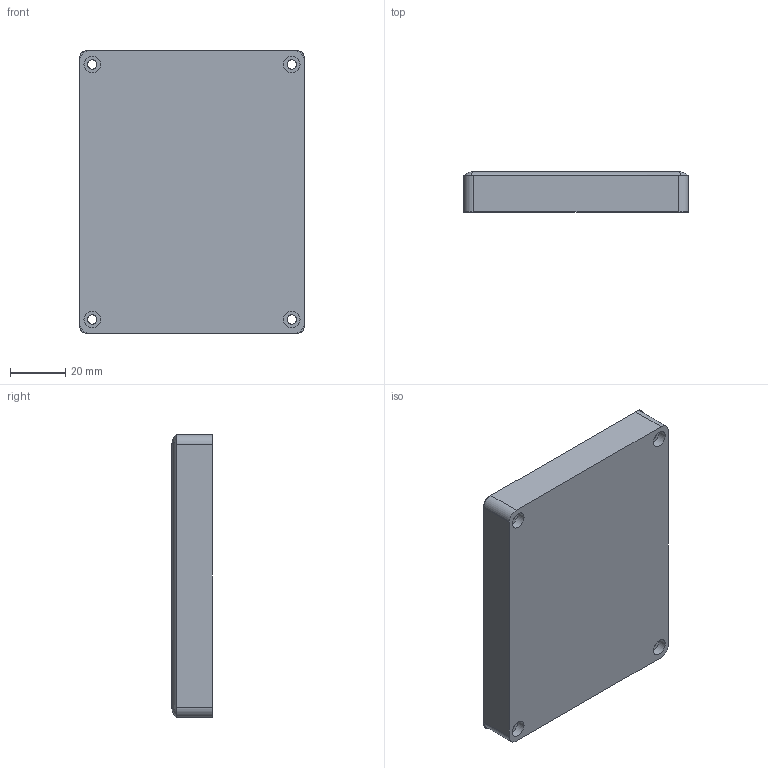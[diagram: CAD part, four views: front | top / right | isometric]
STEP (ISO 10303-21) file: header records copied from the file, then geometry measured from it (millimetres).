
FILE_DESCRIPTION(/* description */ (''),/* implementation_level */ '2;1');
FILE_NAME(/* name */ 'Enzo''s Hackpad Box v1.step',/* time_stamp */ '2025-12-12T22:49:59-05:00',/* author */ (''),/* organization */ (''),/* preprocessor_version */ 'ST-DEVELOPER v20.1',/* originating_system */ 'Autodesk Translation Framework v14.21.0.0',/* authorisation */ '');
FILE_SCHEMA (('AUTOMOTIVE_DESIGN { 1 0 10303 214 3 1 1 }'));
Length unit declared in the file: millimetre
Products named in the file (2): 2025-12-11-17-30-18-597; 2025-12-11-17-31-06-314
Bounding box: 81.03 x 14.5 x 102 mm (x, y, z)
Volume: 71422 mm3; surface area: 48138.5 mm2
Topology: 3 solids, 3 shells, 130 faces, 372 edges, 244 vertices
Faces by surface type: plane 69, cylinder 57, bspline 4
Full cylindrical faces by diameter (mm): 3.4 x8, 6 x4
Entity records: 4567 total; most frequent: CARTESIAN_POINT 976, ORIENTED_EDGE 736, DIRECTION 734, EDGE_CURVE 368, AXIS2_PLACEMENT_3D 250, VERTEX_POINT 244, LINE 234, VECTOR 234
